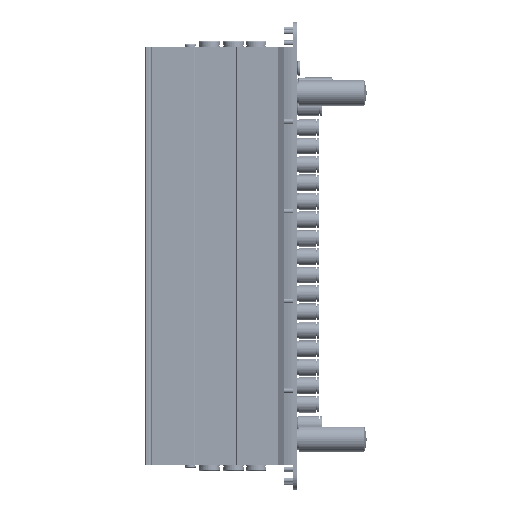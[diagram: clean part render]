
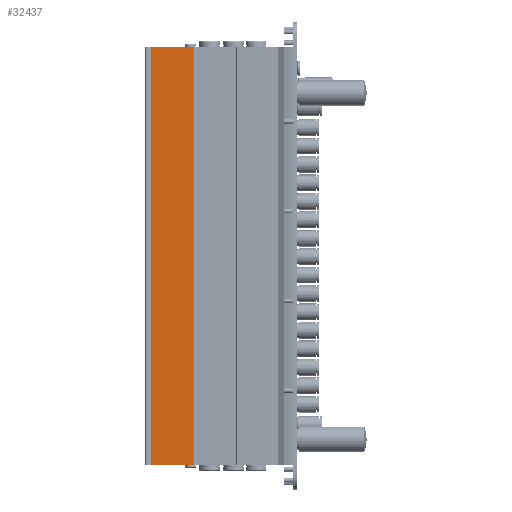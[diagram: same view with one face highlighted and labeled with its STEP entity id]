
A CAD part, front view. The second image highlights one B-rep face of the part: STEP entity #32437.
In plain terms, the highlighted planar face has unit normal (0, -1, 0).
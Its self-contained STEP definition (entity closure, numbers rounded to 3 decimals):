
#5979=FACE_OUTER_BOUND('',#8666,.T.);
#8666=EDGE_LOOP('',(#24962,#24963,#24964,#24965));
#11029=LINE('',#49429,#13033);
#11117=LINE('',#49769,#13121);
#11266=LINE('',#52036,#13270);
#11267=LINE('',#52038,#13271);
#13033=VECTOR('',#39012,10.);
#13121=VECTOR('',#39324,10.);
#13270=VECTOR('',#41711,10.);
#13271=VECTOR('',#41714,10.);
#15038=VERTEX_POINT('',#49426);
#15039=VERTEX_POINT('',#49428);
#15178=VERTEX_POINT('',#49766);
#15179=VERTEX_POINT('',#49768);
#18391=EDGE_CURVE('',#15039,#15038,#11029,.T.);
#18560=EDGE_CURVE('',#15179,#15178,#11117,.T.);
#19289=EDGE_CURVE('',#15178,#15039,#11266,.T.);
#19290=EDGE_CURVE('',#15179,#15038,#11267,.T.);
#24962=ORIENTED_EDGE('',*,*,#18391,.T.);
#24963=ORIENTED_EDGE('',*,*,#19290,.F.);
#24964=ORIENTED_EDGE('',*,*,#18560,.T.);
#24965=ORIENTED_EDGE('',*,*,#19289,.T.);
#30977=PLANE('',#35405);
#32437=ADVANCED_FACE('',(#5979),#30977,.T.);
#35405=AXIS2_PLACEMENT_3D('',#52037,#41712,#41713);
#39012=DIRECTION('',(-1.,0.,0.));
#39324=DIRECTION('',(1.,0.,0.));
#41711=DIRECTION('',(0.,0.,1.));
#41712=DIRECTION('center_axis',(0.,-1.,0.));
#41713=DIRECTION('ref_axis',(0.,0.,-1.));
#41714=DIRECTION('',(0.,0.,1.));
#49426=CARTESIAN_POINT('',(87.5,-33.8,362.));
#49428=CARTESIAN_POINT('',(124.,-33.8,362.));
#49429=CARTESIAN_POINT('',(87.5,-33.8,362.));
#49766=CARTESIAN_POINT('',(124.,-33.8,0.));
#49768=CARTESIAN_POINT('',(87.5,-33.8,0.));
#49769=CARTESIAN_POINT('',(87.5,-33.8,0.));
#52036=CARTESIAN_POINT('',(124.,-33.8,0.));
#52037=CARTESIAN_POINT('Origin',(124.,-33.8,0.));
#52038=CARTESIAN_POINT('',(87.5,-33.8,0.));
